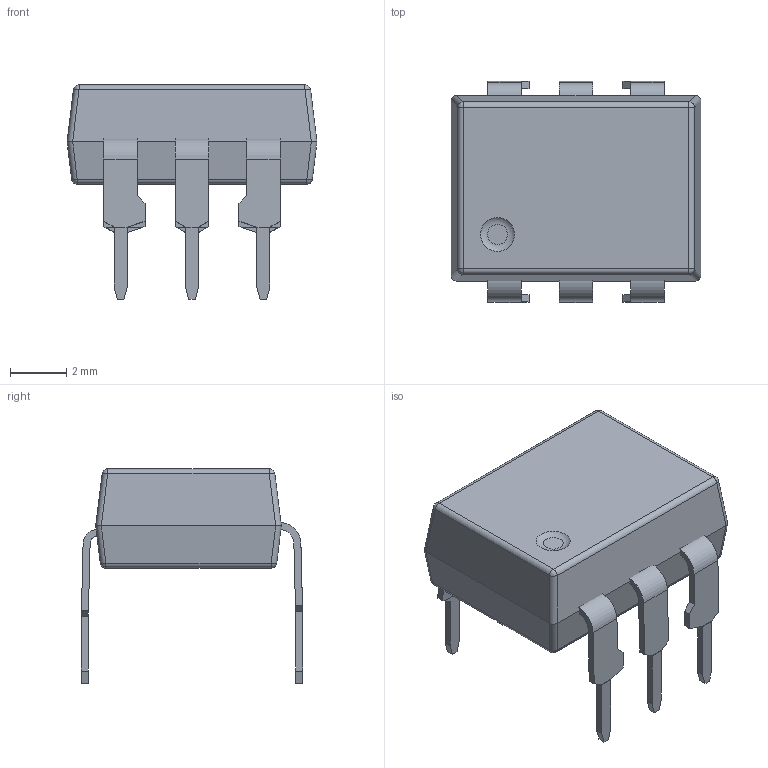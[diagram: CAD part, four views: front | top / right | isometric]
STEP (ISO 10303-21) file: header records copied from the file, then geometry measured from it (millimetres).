
FILE_DESCRIPTION(('STEP AP214'), '1');
FILE_NAME('6L_MDIP_OPTO_300MIL', '2020-05-06T05:20:14', ('AF'), (''), 'UNSPECIFIED', 'UNSPECIFIED', '');
FILE_SCHEMA(('AUTOMOTIVE_DESIGN { 1 0 10303 214 3 1 1}'));
Length unit declared in the file: millimetre
Bounding box: 8.89 x 7.87 x 7.62 mm (x, y, z)
Volume: 203.2 mm3; surface area: 296.9 mm2
Topology: 7 solids, 7 shells, 158 faces, 393 edges, 242 vertices
Faces by surface type: plane 115, cylinder 34, bspline 8, torus 1
Entity records: 5982 total; most frequent: CARTESIAN_POINT 933, ORIENTED_EDGE 768, DIRECTION 744, EDGE_CURVE 384, LINE 318, VECTOR 318, VERTEX_POINT 242, AXIS2_PLACEMENT_3D 213
